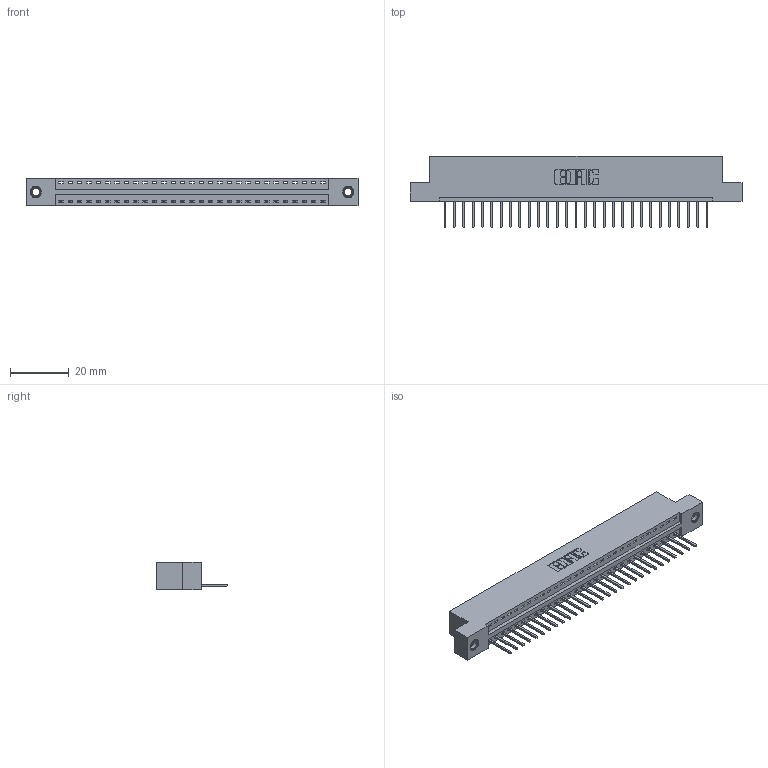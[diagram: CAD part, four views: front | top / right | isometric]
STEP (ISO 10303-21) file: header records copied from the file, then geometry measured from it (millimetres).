
FILE_DESCRIPTION (( 'STEP AP203' ), '1' );
FILE_NAME ('396-029-526-107.STEP', '2018-09-05T05:10:27', ( '' ), ( '' ), 'SwSTEP 2.0', 'SolidWorks 2016', '' );
FILE_SCHEMA (( 'CONFIG_CONTROL_DESIGN' ));
Length unit declared in the file: inch
Products named in the file (4): 346 Part_Flush Mounting Lugs - 0.156 Dia-TI; 345-292-001_345-293-126; 345-250-001_345-250-005-103; 396-029-526-107
Assembly tree (32 placements, depth 2):
  396-029-526-107
    346 Part_Flush Mounting Lugs - 0.156 Dia-TI
    345-292-001_345-293-126  x29
    345-250-001_345-250-005-103  x2
Bounding box: 112.65 x 24.13 x 9.4 mm (x, y, z)
Volume: 10656.8 mm3; surface area: 13185.8 mm2
Topology: 32 solids, 32 shells, 1864 faces, 5569 edges, 3666 vertices
Faces by surface type: plane 1268, cylinder 580, cone 12, torus 4
Entity records: 20952 total; most frequent: CARTESIAN_POINT 3578, ORIENTED_EDGE 3534, DIRECTION 3199, EDGE_CURVE 1767, VECTOR 1499, LINE 1499, VERTEX_POINT 1172, AXIS2_PLACEMENT_3D 850
